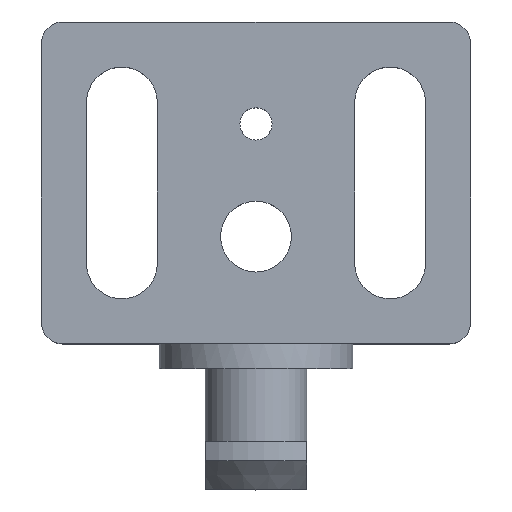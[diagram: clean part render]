
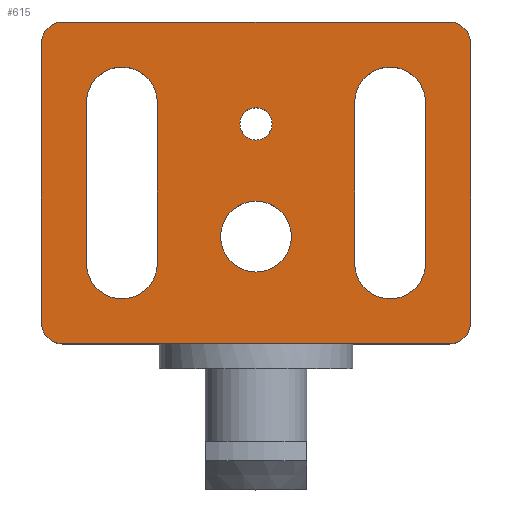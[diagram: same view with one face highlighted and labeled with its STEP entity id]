
A CAD part, top view. The second image highlights one B-rep face of the part: STEP entity #615.
In plain terms, the highlighted planar face has unit normal (0, 0, 1).
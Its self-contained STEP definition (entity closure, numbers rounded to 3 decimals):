
#50=CIRCLE('',#656,2.);
#52=CIRCLE('',#660,2.);
#55=CIRCLE('',#665,2.);
#57=CIRCLE('',#669,2.);
#59=CIRCLE('',#673,3.3);
#61=CIRCLE('',#678,3.3);
#63=CIRCLE('',#682,3.3);
#64=CIRCLE('',#684,1.5);
#66=CIRCLE('',#687,3.3);
#69=CIRCLE('',#691,3.3);
#174=ORIENTED_EDGE('',*,*,#302,.F.);
#175=ORIENTED_EDGE('',*,*,#306,.F.);
#176=ORIENTED_EDGE('',*,*,#309,.F.);
#177=ORIENTED_EDGE('',*,*,#317,.F.);
#178=ORIENTED_EDGE('',*,*,#314,.F.);
#179=ORIENTED_EDGE('',*,*,#312,.F.);
#180=ORIENTED_EDGE('',*,*,#292,.F.);
#181=ORIENTED_EDGE('',*,*,#296,.F.);
#182=ORIENTED_EDGE('',*,*,#299,.F.);
#183=ORIENTED_EDGE('',*,*,#311,.F.);
#184=ORIENTED_EDGE('',*,*,#270,.T.);
#185=ORIENTED_EDGE('',*,*,#274,.T.);
#186=ORIENTED_EDGE('',*,*,#276,.T.);
#187=ORIENTED_EDGE('',*,*,#265,.T.);
#188=ORIENTED_EDGE('',*,*,#320,.T.);
#189=ORIENTED_EDGE('',*,*,#280,.T.);
#190=ORIENTED_EDGE('',*,*,#283,.T.);
#191=ORIENTED_EDGE('',*,*,#286,.T.);
#192=ORIENTED_EDGE('',*,*,#289,.T.);
#193=ORIENTED_EDGE('',*,*,#319,.T.);
#265=EDGE_CURVE('',#342,#340,#392,.T.);
#270=EDGE_CURVE('',#347,#346,#50,.T.);
#274=EDGE_CURVE('',#346,#349,#399,.T.);
#276=EDGE_CURVE('',#349,#342,#52,.T.);
#280=EDGE_CURVE('',#351,#353,#402,.T.);
#283=EDGE_CURVE('',#353,#355,#55,.T.);
#286=EDGE_CURVE('',#355,#357,#406,.T.);
#289=EDGE_CURVE('',#357,#359,#57,.T.);
#292=EDGE_CURVE('',#362,#363,#410,.T.);
#296=EDGE_CURVE('',#365,#362,#59,.T.);
#299=EDGE_CURVE('',#367,#365,#415,.T.);
#302=EDGE_CURVE('',#370,#371,#418,.T.);
#306=EDGE_CURVE('',#373,#370,#61,.T.);
#309=EDGE_CURVE('',#375,#373,#423,.T.);
#311=EDGE_CURVE('',#363,#367,#63,.T.);
#312=EDGE_CURVE('',#376,#376,#64,.T.);
#314=EDGE_CURVE('',#378,#378,#66,.T.);
#317=EDGE_CURVE('',#371,#375,#69,.T.);
#319=EDGE_CURVE('',#359,#347,#425,.T.);
#320=EDGE_CURVE('',#340,#351,#426,.T.);
#340=VERTEX_POINT('',#950);
#342=VERTEX_POINT('',#953);
#346=VERTEX_POINT('',#962);
#347=VERTEX_POINT('',#964);
#349=VERTEX_POINT('',#970);
#351=VERTEX_POINT('',#978);
#353=VERTEX_POINT('',#982);
#355=VERTEX_POINT('',#988);
#357=VERTEX_POINT('',#994);
#359=VERTEX_POINT('',#1000);
#362=VERTEX_POINT('',#1007);
#363=VERTEX_POINT('',#1009);
#365=VERTEX_POINT('',#1015);
#367=VERTEX_POINT('',#1021);
#370=VERTEX_POINT('',#1028);
#371=VERTEX_POINT('',#1030);
#373=VERTEX_POINT('',#1036);
#375=VERTEX_POINT('',#1042);
#376=VERTEX_POINT('',#1049);
#378=VERTEX_POINT('',#1054);
#392=LINE('',#952,#438);
#399=LINE('',#971,#445);
#402=LINE('',#983,#448);
#406=LINE('',#995,#452);
#410=LINE('',#1008,#456);
#415=LINE('',#1022,#461);
#418=LINE('',#1029,#464);
#423=LINE('',#1043,#469);
#425=LINE('',#1062,#471);
#426=LINE('',#1064,#472);
#438=VECTOR('',#752,1000.);
#445=VECTOR('',#767,1000.);
#448=VECTOR('',#780,1000.);
#452=VECTOR('',#792,1000.);
#456=VECTOR('',#804,1000.);
#461=VECTOR('',#817,1000.);
#464=VECTOR('',#822,1000.);
#469=VECTOR('',#835,1000.);
#471=VECTOR('',#863,1000.);
#472=VECTOR('',#866,1000.);
#502=EDGE_LOOP('',(#174,#175,#176,#177));
#503=EDGE_LOOP('',(#178));
#504=EDGE_LOOP('',(#179));
#505=EDGE_LOOP('',(#180,#181,#182,#183));
#506=EDGE_LOOP('',(#184,#185,#186,#187,#188,#189,#190,#191,#192,#193));
#550=FACE_BOUND('',#502,.T.);
#551=FACE_BOUND('',#503,.T.);
#552=FACE_BOUND('',#504,.T.);
#553=FACE_BOUND('',#505,.T.);
#554=FACE_BOUND('',#506,.T.);
#582=PLANE('',#693);
#615=ADVANCED_FACE('',(#550,#551,#552,#553,#554),#582,.T.);
#656=AXIS2_PLACEMENT_3D('',#963,#760,#761);
#660=AXIS2_PLACEMENT_3D('',#974,#772,#773);
#665=AXIS2_PLACEMENT_3D('',#989,#786,#787);
#669=AXIS2_PLACEMENT_3D('',#1001,#798,#799);
#673=AXIS2_PLACEMENT_3D('',#1016,#811,#812);
#678=AXIS2_PLACEMENT_3D('',#1037,#829,#830);
#682=AXIS2_PLACEMENT_3D('',#1046,#840,#841);
#684=AXIS2_PLACEMENT_3D('',#1048,#844,#845);
#687=AXIS2_PLACEMENT_3D('',#1053,#850,#851);
#691=AXIS2_PLACEMENT_3D('',#1059,#858,#859);
#693=AXIS2_PLACEMENT_3D('',#1063,#864,#865);
#752=DIRECTION('',(1.,0.,0.));
#760=DIRECTION('',(0.,0.,1.));
#761=DIRECTION('',(1.,0.,0.));
#767=DIRECTION('',(0.,-1.,0.));
#772=DIRECTION('',(0.,0.,1.));
#773=DIRECTION('',(1.,0.,0.));
#780=DIRECTION('',(1.,0.,0.));
#786=DIRECTION('',(0.,0.,1.));
#787=DIRECTION('',(1.,0.,0.));
#792=DIRECTION('',(0.,1.,0.));
#798=DIRECTION('',(0.,0.,1.));
#799=DIRECTION('',(1.,0.,0.));
#804=DIRECTION('',(0.,-1.,0.));
#811=DIRECTION('',(0.,0.,1.));
#812=DIRECTION('',(1.,0.,0.));
#817=DIRECTION('',(0.,1.,0.));
#822=DIRECTION('',(0.,-1.,0.));
#829=DIRECTION('',(0.,0.,1.));
#830=DIRECTION('',(1.,0.,0.));
#835=DIRECTION('',(0.,1.,0.));
#840=DIRECTION('',(0.,0.,1.));
#841=DIRECTION('',(1.,0.,0.));
#844=DIRECTION('',(0.,0.,1.));
#845=DIRECTION('',(1.,0.,0.));
#850=DIRECTION('',(0.,0.,1.));
#851=DIRECTION('',(1.,0.,0.));
#858=DIRECTION('',(0.,0.,1.));
#859=DIRECTION('',(1.,0.,0.));
#863=DIRECTION('',(-1.,0.,0.));
#864=DIRECTION('',(0.,0.,1.));
#865=DIRECTION('',(1.,0.,0.));
#866=DIRECTION('',(1.,0.,0.));
#950=CARTESIAN_POINT('',(-8.485,-15.,3.));
#952=CARTESIAN_POINT('',(-18.,-15.,3.));
#953=CARTESIAN_POINT('',(-18.,-15.,3.));
#962=CARTESIAN_POINT('',(-20.,13.,3.));
#963=CARTESIAN_POINT('',(-18.,13.,3.));
#964=CARTESIAN_POINT('',(-18.,15.,3.));
#970=CARTESIAN_POINT('',(-20.,-13.,3.));
#971=CARTESIAN_POINT('',(-20.,13.,3.));
#974=CARTESIAN_POINT('',(-18.,-13.,3.));
#978=CARTESIAN_POINT('',(8.485,-15.,3.));
#982=CARTESIAN_POINT('',(18.,-15.,3.));
#983=CARTESIAN_POINT('',(-18.,-15.,3.));
#988=CARTESIAN_POINT('',(20.,-13.,3.));
#989=CARTESIAN_POINT('',(18.,-13.,3.));
#994=CARTESIAN_POINT('',(20.,13.,3.));
#995=CARTESIAN_POINT('',(20.,-13.,3.));
#1000=CARTESIAN_POINT('',(18.,15.,3.));
#1001=CARTESIAN_POINT('',(18.,13.,3.));
#1007=CARTESIAN_POINT('',(9.2,7.5,3.));
#1008=CARTESIAN_POINT('',(9.2,7.5,3.));
#1009=CARTESIAN_POINT('',(9.2,-7.5,3.));
#1015=CARTESIAN_POINT('',(15.8,7.5,3.));
#1016=CARTESIAN_POINT('',(12.5,7.5,3.));
#1021=CARTESIAN_POINT('',(15.8,-7.5,3.));
#1022=CARTESIAN_POINT('',(15.8,-7.5,3.));
#1028=CARTESIAN_POINT('',(-15.8,7.5,3.));
#1029=CARTESIAN_POINT('',(-15.8,7.5,3.));
#1030=CARTESIAN_POINT('',(-15.8,-7.5,3.));
#1036=CARTESIAN_POINT('',(-9.2,7.5,3.));
#1037=CARTESIAN_POINT('',(-12.5,7.5,3.));
#1042=CARTESIAN_POINT('',(-9.2,-7.5,3.));
#1043=CARTESIAN_POINT('',(-9.2,-7.5,3.));
#1046=CARTESIAN_POINT('',(12.5,-7.5,3.));
#1048=CARTESIAN_POINT('',(0.,5.5,3.));
#1049=CARTESIAN_POINT('',(1.5,5.5,3.));
#1053=CARTESIAN_POINT('',(0.,-5.,3.));
#1054=CARTESIAN_POINT('',(3.3,-5.,3.));
#1059=CARTESIAN_POINT('',(-12.5,-7.5,3.));
#1062=CARTESIAN_POINT('',(18.,15.,3.));
#1063=CARTESIAN_POINT('',(-18.,13.,3.));
#1064=CARTESIAN_POINT('',(-18.,-15.,3.));
